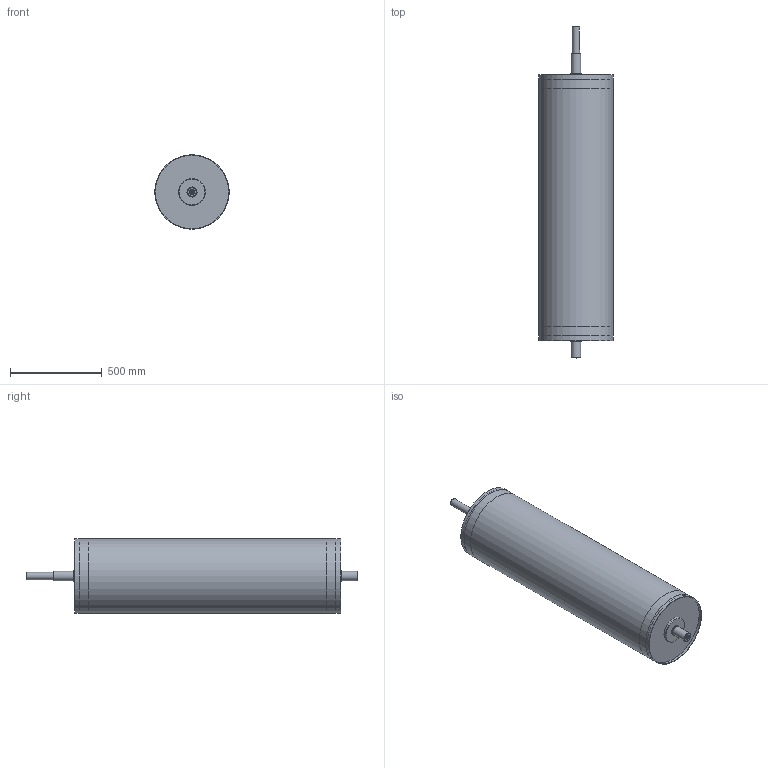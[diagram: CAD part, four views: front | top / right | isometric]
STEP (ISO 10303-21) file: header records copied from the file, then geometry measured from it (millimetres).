
FILE_DESCRIPTION(/* description */ ('Magnetický válec, ferit, D406 - W1450'),/* implementation_level */ '2;1');
FILE_NAME(/* name */ 'RHAF40140000_B.stp',/* time_stamp */ '2019-02-22T12:11:10+01:00',/* author */ ('PH'),/* organization */ (''),/* preprocessor_version */ 'ST-DEVELOPER v16.5',/* originating_system */ 'Autodesk Inventor 2017',/* authorisation */ '');
FILE_SCHEMA (('CONFIG_CONTROL_DESIGN'));
Length unit declared in the file: millimetre
Products named in the file (1): RHAF40140000
Bounding box: 406 x 1810 x 406 mm (x, y, z)
Volume: 185023036.8 mm3; surface area: 2215346.9 mm2
Topology: 1 solids, 1 shells, 50 faces, 94 edges, 62 vertices
Faces by surface type: plane 20, cylinder 20, cone 10
Full cylindrical faces by diameter (mm): 13.835 x2, 17 x2, 40 x1, 50 x2, 55 x2, 145 x2, 400 x2, 405.98 x2, 406 x3
Entity records: 1140 total; most frequent: DIRECTION 202, CARTESIAN_POINT 193, ORIENTED_EDGE 112, AXIS2_PLACEMENT_3D 97, EDGE_LOOP 94, EDGE_CURVE 56, VERTEX_POINT 52, FACE_OUTER_BOUND 50
